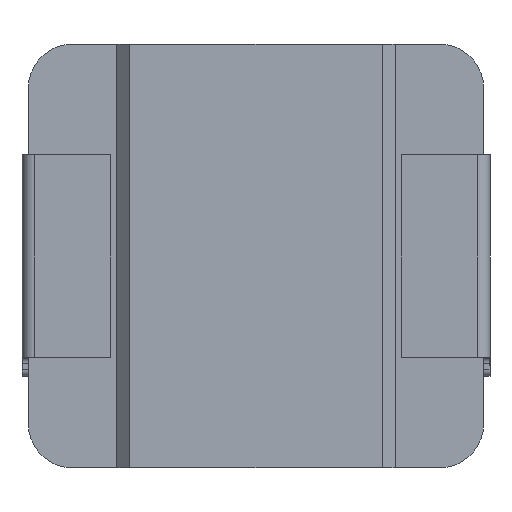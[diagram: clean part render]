
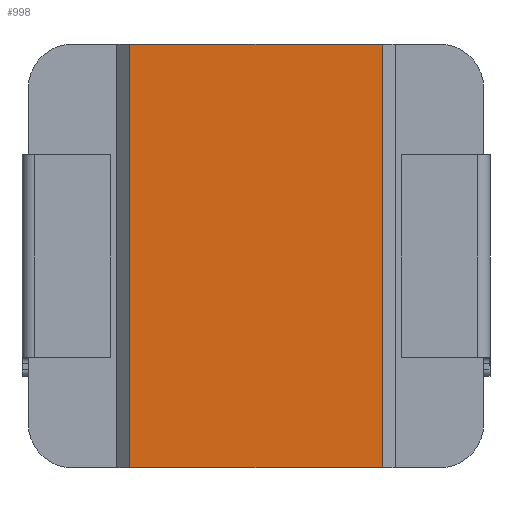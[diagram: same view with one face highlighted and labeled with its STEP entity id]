
A CAD part, front view. The second image highlights one B-rep face of the part: STEP entity #998.
In plain terms, the highlighted planar face has unit normal (0, -1, 0).
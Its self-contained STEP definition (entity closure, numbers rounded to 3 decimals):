
#47 = VERTEX_POINT ( 'NONE', #1502 ) ;
#84 = DIRECTION ( 'NONE',  ( 0., 0., -1. ) ) ;
#210 = VECTOR ( 'NONE', #84, 1000. ) ;
#260 = VERTEX_POINT ( 'NONE', #637 ) ;
#271 = CARTESIAN_POINT ( 'NONE',  ( -2.9, 0.1, -3.35 ) ) ;
#447 = AXIS2_PLACEMENT_3D ( 'NONE', #2236, #696, #553 ) ;
#553 = DIRECTION ( 'NONE',  ( 0., 0., -1. ) ) ;
#560 = VERTEX_POINT ( 'NONE', #1891 ) ;
#563 = CARTESIAN_POINT ( 'NONE',  ( -2., 0.1, -2.65 ) ) ;
#637 = CARTESIAN_POINT ( 'NONE',  ( 2., 0.1, 3.35 ) ) ;
#665 = LINE ( 'NONE', #2183, #1054 ) ;
#696 = DIRECTION ( 'NONE',  ( 0., -1., 0. ) ) ;
#770 = DIRECTION ( 'NONE',  ( 0., 0., 1. ) ) ;
#861 = EDGE_CURVE ( 'NONE', #560, #47, #2362, .T. ) ;
#998 = ADVANCED_FACE ( 'NONE', ( #1121 ), #1504, .T. ) ;
#1031 = DIRECTION ( 'NONE',  ( 1., 0., 0. ) ) ;
#1044 = DIRECTION ( 'NONE',  ( -1., 0., 0. ) ) ;
#1054 = VECTOR ( 'NONE', #1031, 1000. ) ;
#1085 = VERTEX_POINT ( 'NONE', #2240 ) ;
#1121 = FACE_OUTER_BOUND ( 'NONE', #1974, .T. ) ;
#1204 = LINE ( 'NONE', #1661, #210 ) ;
#1206 = EDGE_CURVE ( 'NONE', #1085, #260, #665, .T. ) ;
#1419 = EDGE_CURVE ( 'NONE', #47, #1085, #1690, .T. ) ;
#1502 = CARTESIAN_POINT ( 'NONE',  ( -2., 0.1, -3.35 ) ) ;
#1504 = PLANE ( 'NONE',  #447 ) ;
#1538 = ORIENTED_EDGE ( 'NONE', *, *, #1653, .F. ) ;
#1607 = VECTOR ( 'NONE', #770, 1000. ) ;
#1653 = EDGE_CURVE ( 'NONE', #260, #560, #1204, .T. ) ;
#1661 = CARTESIAN_POINT ( 'NONE',  ( 2., 0.1, -2.65 ) ) ;
#1690 = LINE ( 'NONE', #563, #1607 ) ;
#1768 = ORIENTED_EDGE ( 'NONE', *, *, #1419, .F. ) ;
#1891 = CARTESIAN_POINT ( 'NONE',  ( 2., 0.1, -3.35 ) ) ;
#1974 = EDGE_LOOP ( 'NONE', ( #1768, #2538, #1538, #2233 ) ) ;
#2109 = VECTOR ( 'NONE', #1044, 1000. ) ;
#2183 = CARTESIAN_POINT ( 'NONE',  ( -2.9, 0.1, 3.35 ) ) ;
#2233 = ORIENTED_EDGE ( 'NONE', *, *, #1206, .F. ) ;
#2236 = CARTESIAN_POINT ( 'NONE',  ( -2.9, 0.1, -2.65 ) ) ;
#2240 = CARTESIAN_POINT ( 'NONE',  ( -2., 0.1, 3.35 ) ) ;
#2362 = LINE ( 'NONE', #271, #2109 ) ;
#2538 = ORIENTED_EDGE ( 'NONE', *, *, #861, .F. ) ;
